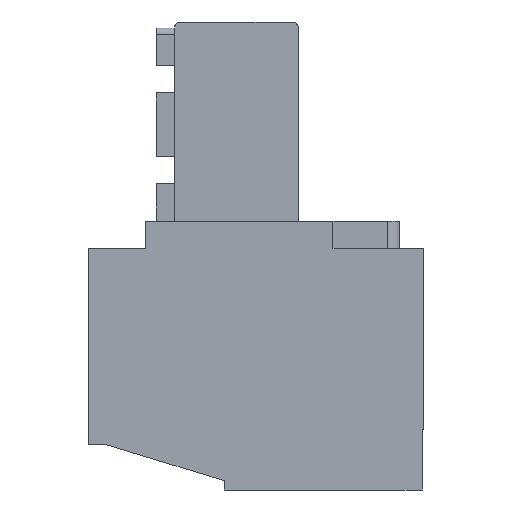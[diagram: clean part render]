
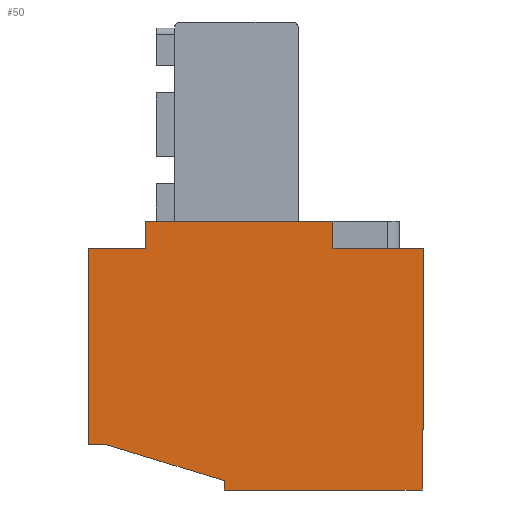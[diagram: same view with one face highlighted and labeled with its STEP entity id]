
A CAD part, left-side view. The second image highlights one B-rep face of the part: STEP entity #50.
In plain terms, the highlighted planar face has unit normal (-1, 0, 0).
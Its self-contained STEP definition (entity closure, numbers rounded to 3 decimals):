
#50=ADVANCED_FACE('',(#184),#185,.F.);
#184=FACE_OUTER_BOUND('',#449,.T.);
#185=PLANE('',#450);
#449=EDGE_LOOP('',(#746,#747,#748,#749,#750,#751,#752,#753,#754,#755,#756,#757,#758));
#450=AXIS2_PLACEMENT_3D('',#759,#760,#761);
#746=ORIENTED_EDGE('',*,*,#1791,.F.);
#747=ORIENTED_EDGE('',*,*,#1792,.F.);
#748=ORIENTED_EDGE('',*,*,#1793,.F.);
#749=ORIENTED_EDGE('',*,*,#1794,.F.);
#750=ORIENTED_EDGE('',*,*,#1795,.F.);
#751=ORIENTED_EDGE('',*,*,#1796,.F.);
#752=ORIENTED_EDGE('',*,*,#1797,.F.);
#753=ORIENTED_EDGE('',*,*,#1798,.F.);
#754=ORIENTED_EDGE('',*,*,#1799,.F.);
#755=ORIENTED_EDGE('',*,*,#1800,.T.);
#756=ORIENTED_EDGE('',*,*,#1801,.T.);
#757=ORIENTED_EDGE('',*,*,#1802,.T.);
#758=ORIENTED_EDGE('',*,*,#1803,.T.);
#759=CARTESIAN_POINT('',(-3.81,0.0,0.0));
#760=DIRECTION('',(1.0,0.0,0.0));
#761=DIRECTION('',(0.0,1.0,-0.0));
#1791=EDGE_CURVE('',#2151,#2152,#2153,.T.);
#1792=EDGE_CURVE('',#2154,#2151,#2155,.T.);
#1793=EDGE_CURVE('',#2156,#2154,#2157,.T.);
#1794=EDGE_CURVE('',#2158,#2156,#2159,.T.);
#1795=EDGE_CURVE('',#2160,#2158,#2161,.T.);
#1796=EDGE_CURVE('',#2162,#2160,#2163,.T.);
#1797=EDGE_CURVE('',#2164,#2162,#2165,.T.);
#1798=EDGE_CURVE('',#2166,#2164,#2167,.T.);
#1799=EDGE_CURVE('',#2168,#2166,#2169,.T.);
#1800=EDGE_CURVE('',#2168,#2170,#2171,.T.);
#1801=EDGE_CURVE('',#2170,#2172,#2173,.T.);
#1802=EDGE_CURVE('',#2172,#2174,#2175,.T.);
#1803=EDGE_CURVE('',#2174,#2152,#2176,.T.);
#2151=VERTEX_POINT('',#2717);
#2152=VERTEX_POINT('',#2718);
#2153=LINE('',#2719,#2720);
#2154=VERTEX_POINT('',#2721);
#2155=LINE('',#2722,#2723);
#2156=VERTEX_POINT('',#2724);
#2157=LINE('',#2725,#2726);
#2158=VERTEX_POINT('',#2727);
#2159=LINE('',#2728,#2729);
#2160=VERTEX_POINT('',#2730);
#2161=LINE('',#2731,#2732);
#2162=VERTEX_POINT('',#2733);
#2163=LINE('',#2734,#2735);
#2164=VERTEX_POINT('',#2736);
#2165=LINE('',#2737,#2738);
#2166=VERTEX_POINT('',#2739);
#2167=LINE('',#2740,#2741);
#2168=VERTEX_POINT('',#2742);
#2169=LINE('',#2743,#2744);
#2170=VERTEX_POINT('',#2745);
#2171=LINE('',#2746,#2747);
#2172=VERTEX_POINT('',#2748);
#2173=LINE('',#2749,#2750);
#2174=VERTEX_POINT('',#2751);
#2175=LINE('',#2752,#2753);
#2176=LINE('',#2754,#2755);
#2717=CARTESIAN_POINT('',(-3.81,4.3,-14.0));
#2718=CARTESIAN_POINT('',(-3.81,4.9,-14.0));
#2719=CARTESIAN_POINT('',(-3.81,4.3,-14.0));
#2720=VECTOR('',#3555,0.6);
#2721=CARTESIAN_POINT('',(-3.81,0.4,-15.192));
#2722=CARTESIAN_POINT('',(-3.81,0.4,-15.192));
#2723=VECTOR('',#3556,4.078);
#2724=CARTESIAN_POINT('',(-3.81,0.4,-15.5));
#2725=CARTESIAN_POINT('',(-3.81,0.4,-15.5));
#2726=VECTOR('',#3557,0.308);
#2727=CARTESIAN_POINT('',(-3.81,-6.15,-15.5));
#2728=CARTESIAN_POINT('',(-3.81,-6.15,-15.5));
#2729=VECTOR('',#3558,6.55);
#2730=CARTESIAN_POINT('',(-3.81,-6.15,-13.5));
#2731=CARTESIAN_POINT('',(-3.81,-6.15,-13.5));
#2732=VECTOR('',#3559,2.0);
#2733=CARTESIAN_POINT('',(-3.81,-6.2,-13.5));
#2734=CARTESIAN_POINT('',(-3.81,-6.2,-13.5));
#2735=VECTOR('',#3560,0.05);
#2736=CARTESIAN_POINT('',(-3.81,-6.2,-7.5));
#2737=CARTESIAN_POINT('',(-3.81,-6.2,-7.5));
#2738=VECTOR('',#3561,6.0);
#2739=CARTESIAN_POINT('',(-3.81,-3.2,-7.5));
#2740=CARTESIAN_POINT('',(-3.81,-3.2,-7.5));
#2741=VECTOR('',#3562,3.0);
#2742=CARTESIAN_POINT('',(-3.81,-3.2,-6.6));
#2743=CARTESIAN_POINT('',(-3.81,-3.2,-6.6));
#2744=VECTOR('',#3563,0.9);
#2745=CARTESIAN_POINT('',(-3.81,3.0,-6.6));
#2746=CARTESIAN_POINT('',(-3.81,-3.2,-6.6));
#2747=VECTOR('',#3564,6.2);
#2748=CARTESIAN_POINT('',(-3.81,3.0,-7.5));
#2749=CARTESIAN_POINT('',(-3.81,3.0,-6.6));
#2750=VECTOR('',#3565,0.9);
#2751=CARTESIAN_POINT('',(-3.81,4.9,-7.5));
#2752=CARTESIAN_POINT('',(-3.81,3.0,-7.5));
#2753=VECTOR('',#3566,1.9);
#2754=CARTESIAN_POINT('',(-3.81,4.9,-7.5));
#2755=VECTOR('',#3567,6.5);
#3555=DIRECTION('',(0.0,1.0,0.0));
#3556=DIRECTION('',(0.0,0.956,0.292));
#3557=DIRECTION('',(0.0,0.0,1.0));
#3558=DIRECTION('',(0.0,1.0,0.0));
#3559=DIRECTION('',(0.0,0.0,-1.0));
#3560=DIRECTION('',(0.0,1.0,0.0));
#3561=DIRECTION('',(0.0,0.0,-1.0));
#3562=DIRECTION('',(0.0,-1.0,0.0));
#3563=DIRECTION('',(0.0,0.0,-1.0));
#3564=DIRECTION('',(0.0,1.0,0.0));
#3565=DIRECTION('',(0.0,0.0,-1.0));
#3566=DIRECTION('',(0.0,1.0,0.0));
#3567=DIRECTION('',(0.0,0.0,-1.0));
